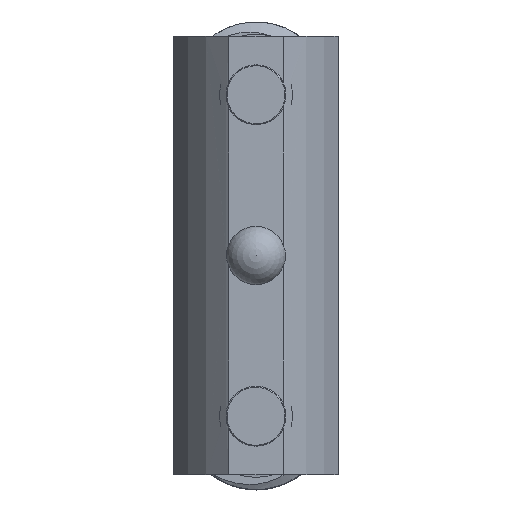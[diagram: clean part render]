
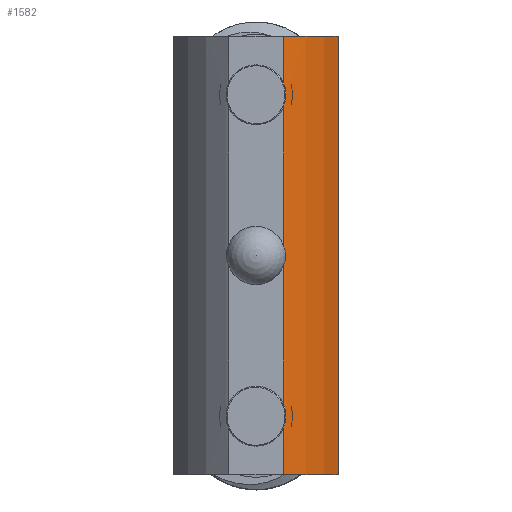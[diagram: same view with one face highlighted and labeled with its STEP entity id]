
A CAD part, top view. The second image highlights one B-rep face of the part: STEP entity #1582.
In plain terms, the highlighted cylindrical face has radius 15.552 mm (diameter 31.104 mm), a partial arc.
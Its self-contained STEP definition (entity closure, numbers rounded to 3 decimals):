
#125=LINE('',#2242,#206);
#126=LINE('',#2255,#207);
#127=LINE('',#2259,#208);
#128=LINE('',#2263,#209);
#129=LINE('',#2275,#210);
#206=VECTOR('',#1875,10.);
#207=VECTOR('',#1876,10.);
#208=VECTOR('',#1879,10.);
#209=VECTOR('',#1882,10.);
#210=VECTOR('',#1883,10.);
#287=CYLINDRICAL_SURFACE('',#1733,15.552);
#313=FACE_OUTER_BOUND('',#397,.T.);
#397=EDGE_LOOP('',(#1079,#1080,#1081,#1082,#1083,#1084,#1085,#1086,#1087,
#1088));
#490=CIRCLE('',#1734,15.552);
#491=CIRCLE('',#1735,15.552);
#537=B_SPLINE_CURVE_WITH_KNOTS('',3,(#2224,#2225,#2226,#2227,#2228,#2229,
#2230,#2231,#2232,#2233,#2234),.UNSPECIFIED.,.F.,.F.,(4,2,3,2,4),(-0.084,
-0.055,0.,0.055,0.084),
 .UNSPECIFIED.);
#538=B_SPLINE_CURVE_WITH_KNOTS('',3,(#2244,#2245,#2246,#2247,#2248,#2249,
#2250,#2251,#2252,#2253),.UNSPECIFIED.,.F.,.F.,(4,2,2,2,4),(0.704,
0.712,0.805,0.898,0.905),
 .UNSPECIFIED.);
#539=B_SPLINE_CURVE_WITH_KNOTS('',3,(#2265,#2266,#2267,#2268,#2269,#2270,
#2271,#2272,#2273,#2274),.UNSPECIFIED.,.F.,.F.,(4,2,2,2,4),(0.704,
0.712,0.805,0.898,0.905),
 .UNSPECIFIED.);
#648=VERTEX_POINT('',#2221);
#649=VERTEX_POINT('',#2223);
#652=VERTEX_POINT('',#2241);
#653=VERTEX_POINT('',#2243);
#654=VERTEX_POINT('',#2254);
#655=VERTEX_POINT('',#2256);
#656=VERTEX_POINT('',#2258);
#657=VERTEX_POINT('',#2260);
#658=VERTEX_POINT('',#2262);
#659=VERTEX_POINT('',#2264);
#820=EDGE_CURVE('',#649,#648,#537,.T.);
#824=EDGE_CURVE('',#652,#648,#125,.T.);
#825=EDGE_CURVE('',#652,#653,#538,.T.);
#826=EDGE_CURVE('',#654,#653,#126,.T.);
#827=EDGE_CURVE('',#655,#654,#490,.T.);
#828=EDGE_CURVE('',#655,#656,#127,.T.);
#829=EDGE_CURVE('',#657,#656,#491,.T.);
#830=EDGE_CURVE('',#658,#657,#128,.T.);
#831=EDGE_CURVE('',#658,#659,#539,.T.);
#832=EDGE_CURVE('',#649,#659,#129,.T.);
#1079=ORIENTED_EDGE('',*,*,#820,.T.);
#1080=ORIENTED_EDGE('',*,*,#824,.F.);
#1081=ORIENTED_EDGE('',*,*,#825,.T.);
#1082=ORIENTED_EDGE('',*,*,#826,.F.);
#1083=ORIENTED_EDGE('',*,*,#827,.F.);
#1084=ORIENTED_EDGE('',*,*,#828,.T.);
#1085=ORIENTED_EDGE('',*,*,#829,.F.);
#1086=ORIENTED_EDGE('',*,*,#830,.F.);
#1087=ORIENTED_EDGE('',*,*,#831,.T.);
#1088=ORIENTED_EDGE('',*,*,#832,.F.);
#1582=ADVANCED_FACE('',(#313),#287,.T.);
#1733=AXIS2_PLACEMENT_3D('',#2240,#1873,#1874);
#1734=AXIS2_PLACEMENT_3D('',#2257,#1877,#1878);
#1735=AXIS2_PLACEMENT_3D('',#2261,#1880,#1881);
#1873=DIRECTION('center_axis',(0.,0.,1.));
#1874=DIRECTION('ref_axis',(0.647,-0.762,0.));
#1875=DIRECTION('',(0.,0.,1.));
#1876=DIRECTION('',(0.,0.,1.));
#1877=DIRECTION('center_axis',(0.,0.,-1.));
#1878=DIRECTION('ref_axis',(0.647,-0.762,0.));
#1879=DIRECTION('',(0.,0.,1.));
#1880=DIRECTION('center_axis',(0.,0.,1.));
#1881=DIRECTION('ref_axis',(0.647,-0.762,0.));
#1882=DIRECTION('',(0.,0.,1.));
#1883=DIRECTION('',(0.,0.,1.));
#2221=CARTESIAN_POINT('',(2.25,-10.9,-0.835));
#2223=CARTESIAN_POINT('',(2.25,-10.9,0.835));
#2224=CARTESIAN_POINT('Ctrl Pts',(2.25,-10.9,0.835));
#2225=CARTESIAN_POINT('Ctrl Pts',(2.294,-10.863,0.749));
#2226=CARTESIAN_POINT('Ctrl Pts',(2.331,-10.831,0.655));
#2227=CARTESIAN_POINT('Ctrl Pts',(2.416,-10.758,0.377));
#2228=CARTESIAN_POINT('Ctrl Pts',(2.442,-10.734,0.182));
#2229=CARTESIAN_POINT('Ctrl Pts',(2.442,-10.734,0.));
#2230=CARTESIAN_POINT('Ctrl Pts',(2.442,-10.734,-0.182));
#2231=CARTESIAN_POINT('Ctrl Pts',(2.416,-10.758,-0.377));
#2232=CARTESIAN_POINT('Ctrl Pts',(2.331,-10.831,-0.655));
#2233=CARTESIAN_POINT('Ctrl Pts',(2.294,-10.863,-0.749));
#2234=CARTESIAN_POINT('Ctrl Pts',(2.25,-10.9,-0.835));
#2240=CARTESIAN_POINT('Origin',(-7.813,0.958,0.));
#2241=CARTESIAN_POINT('',(2.25,-10.9,-12.209));
#2242=CARTESIAN_POINT('',(2.25,-10.9,0.));
#2243=CARTESIAN_POINT('',(2.25,-10.9,-14.191));
#2244=CARTESIAN_POINT('Ctrl Pts',(2.25,-10.9,-12.209));
#2245=CARTESIAN_POINT('Ctrl Pts',(2.26,-10.891,-12.232));
#2246=CARTESIAN_POINT('Ctrl Pts',(2.27,-10.883,-12.255));
#2247=CARTESIAN_POINT('Ctrl Pts',(2.396,-10.775,-12.568));
#2248=CARTESIAN_POINT('Ctrl Pts',(2.459,-10.72,-12.889));
#2249=CARTESIAN_POINT('Ctrl Pts',(2.459,-10.72,-13.511));
#2250=CARTESIAN_POINT('Ctrl Pts',(2.396,-10.775,-13.832));
#2251=CARTESIAN_POINT('Ctrl Pts',(2.27,-10.883,-14.145));
#2252=CARTESIAN_POINT('Ctrl Pts',(2.26,-10.891,-14.168));
#2253=CARTESIAN_POINT('Ctrl Pts',(2.25,-10.9,-14.191));
#2254=CARTESIAN_POINT('',(2.25,-10.9,-18.));
#2255=CARTESIAN_POINT('',(2.25,-10.9,0.));
#2256=CARTESIAN_POINT('',(6.75,-4.5,-18.));
#2257=CARTESIAN_POINT('Origin',(-7.813,0.958,-18.));
#2258=CARTESIAN_POINT('',(6.75,-4.5,18.));
#2259=CARTESIAN_POINT('',(6.75,-4.5,0.));
#2260=CARTESIAN_POINT('',(2.25,-10.9,18.));
#2261=CARTESIAN_POINT('Origin',(-7.813,0.958,18.));
#2262=CARTESIAN_POINT('',(2.25,-10.9,14.191));
#2263=CARTESIAN_POINT('',(2.25,-10.9,0.));
#2264=CARTESIAN_POINT('',(2.25,-10.9,12.209));
#2265=CARTESIAN_POINT('Ctrl Pts',(2.25,-10.9,14.191));
#2266=CARTESIAN_POINT('Ctrl Pts',(2.26,-10.891,14.168));
#2267=CARTESIAN_POINT('Ctrl Pts',(2.27,-10.883,14.145));
#2268=CARTESIAN_POINT('Ctrl Pts',(2.396,-10.775,13.832));
#2269=CARTESIAN_POINT('Ctrl Pts',(2.459,-10.72,13.511));
#2270=CARTESIAN_POINT('Ctrl Pts',(2.459,-10.72,12.889));
#2271=CARTESIAN_POINT('Ctrl Pts',(2.396,-10.775,12.568));
#2272=CARTESIAN_POINT('Ctrl Pts',(2.27,-10.883,12.255));
#2273=CARTESIAN_POINT('Ctrl Pts',(2.26,-10.891,12.232));
#2274=CARTESIAN_POINT('Ctrl Pts',(2.25,-10.9,12.209));
#2275=CARTESIAN_POINT('',(2.25,-10.9,0.));
